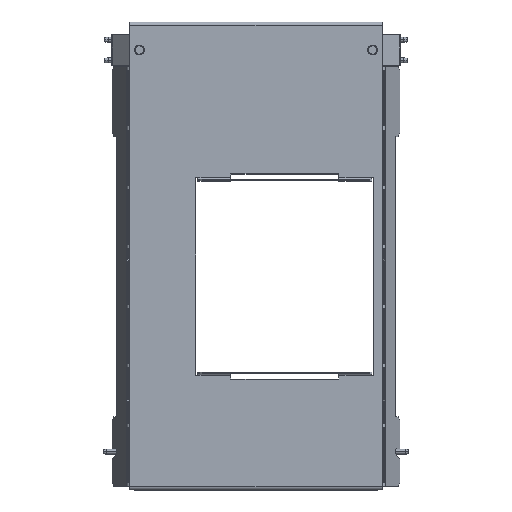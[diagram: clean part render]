
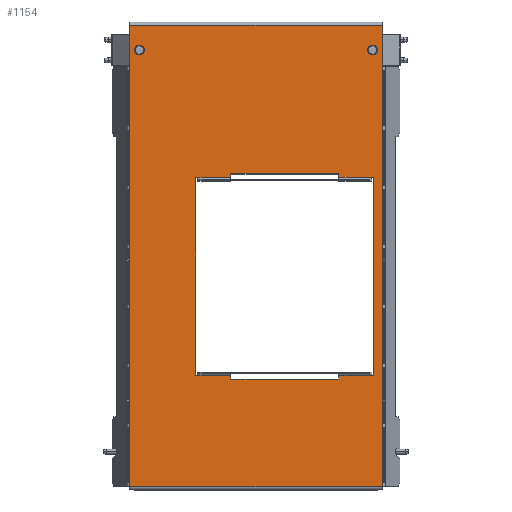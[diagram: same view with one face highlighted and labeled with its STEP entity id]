
A CAD part, top view. The second image highlights one B-rep face of the part: STEP entity #1154.
In plain terms, the highlighted planar face has unit normal (0, 0, 1).
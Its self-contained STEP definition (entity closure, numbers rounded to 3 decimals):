
#1154=ADVANCED_FACE('',(#2167,#2168,#2169,#2170),#2171,.T.);
#2167=FACE_BOUND('',#3166,.T.);
#2168=FACE_BOUND('',#3167,.T.);
#2169=FACE_OUTER_BOUND('',#3168,.T.);
#2170=FACE_BOUND('',#3169,.T.);
#2171=PLANE('',#3170);
#3166=EDGE_LOOP('',(#5647,#5648,#5649,#5650));
#3167=EDGE_LOOP('',(#5651,#5652,#5653,#5654));
#3168=EDGE_LOOP('',(#5655,#5656,#5657,#5658,#5659,#5660));
#3169=EDGE_LOOP('',(#5661,#5662,#5663,#5664,#5665,#5666,#5667,#5668,#5669,#5670,#5671,#5672,#5673,#5674,#5675,#5676));
#3170=AXIS2_PLACEMENT_3D('',#5677,#5678,#5679);
#5647=ORIENTED_EDGE('',*,*,#6687,.T.);
#5648=ORIENTED_EDGE('',*,*,#6683,.T.);
#5649=ORIENTED_EDGE('',*,*,#6679,.T.);
#5650=ORIENTED_EDGE('',*,*,#6691,.T.);
#5651=ORIENTED_EDGE('',*,*,#6703,.T.);
#5652=ORIENTED_EDGE('',*,*,#6699,.T.);
#5653=ORIENTED_EDGE('',*,*,#6695,.T.);
#5654=ORIENTED_EDGE('',*,*,#6707,.T.);
#5655=ORIENTED_EDGE('',*,*,#7119,.T.);
#5656=ORIENTED_EDGE('',*,*,#7120,.F.);
#5657=ORIENTED_EDGE('',*,*,#7121,.T.);
#5658=ORIENTED_EDGE('',*,*,#6674,.T.);
#5659=ORIENTED_EDGE('',*,*,#7122,.F.);
#5660=ORIENTED_EDGE('',*,*,#7123,.T.);
#5661=ORIENTED_EDGE('',*,*,#7085,.T.);
#5662=ORIENTED_EDGE('',*,*,#7061,.T.);
#5663=ORIENTED_EDGE('',*,*,#6574,.T.);
#5664=ORIENTED_EDGE('',*,*,#7089,.T.);
#5665=ORIENTED_EDGE('',*,*,#7124,.T.);
#5666=ORIENTED_EDGE('',*,*,#7125,.T.);
#5667=ORIENTED_EDGE('',*,*,#7126,.T.);
#5668=ORIENTED_EDGE('',*,*,#7116,.T.);
#5669=ORIENTED_EDGE('',*,*,#7075,.T.);
#5670=ORIENTED_EDGE('',*,*,#7080,.T.);
#5671=ORIENTED_EDGE('',*,*,#7067,.T.);
#5672=ORIENTED_EDGE('',*,*,#7127,.T.);
#5673=ORIENTED_EDGE('',*,*,#7128,.T.);
#5674=ORIENTED_EDGE('',*,*,#7129,.T.);
#5675=ORIENTED_EDGE('',*,*,#7130,.T.);
#5676=ORIENTED_EDGE('',*,*,#7131,.T.);
#5677=CARTESIAN_POINT('',(185.0,4.0,41.629));
#5678=DIRECTION('',(0.0,0.0,1.0));
#5679=DIRECTION('',(1.0,0.0,0.0));
#6574=EDGE_CURVE('',#7881,#7879,#7882,.T.);
#6674=EDGE_CURVE('',#8038,#8036,#8039,.T.);
#6679=EDGE_CURVE('',#8047,#8045,#8048,.T.);
#6683=EDGE_CURVE('',#8053,#8047,#8054,.T.);
#6687=EDGE_CURVE('',#8059,#8053,#8060,.T.);
#6691=EDGE_CURVE('',#8045,#8059,#8064,.T.);
#6695=EDGE_CURVE('',#8071,#8069,#8072,.T.);
#6699=EDGE_CURVE('',#8077,#8071,#8078,.T.);
#6703=EDGE_CURVE('',#8083,#8077,#8084,.T.);
#6707=EDGE_CURVE('',#8069,#8083,#8088,.T.);
#7061=EDGE_CURVE('',#8624,#7881,#8625,.T.);
#7067=EDGE_CURVE('',#8634,#8632,#8635,.T.);
#7075=EDGE_CURVE('',#8648,#8646,#8649,.T.);
#7080=EDGE_CURVE('',#8646,#8634,#8655,.T.);
#7085=EDGE_CURVE('',#8661,#8624,#8662,.T.);
#7089=EDGE_CURVE('',#7879,#8665,#8667,.T.);
#7116=EDGE_CURVE('',#8706,#8648,#8707,.T.);
#7119=EDGE_CURVE('',#8710,#8607,#8711,.T.);
#7120=EDGE_CURVE('',#8712,#8607,#8713,.T.);
#7121=EDGE_CURVE('',#8712,#8038,#8714,.T.);
#7122=EDGE_CURVE('',#8508,#8036,#8715,.T.);
#7123=EDGE_CURVE('',#8508,#8710,#8716,.T.);
#7124=EDGE_CURVE('',#8665,#8717,#8718,.T.);
#7125=EDGE_CURVE('',#8717,#8719,#8720,.T.);
#7126=EDGE_CURVE('',#8719,#8706,#8721,.T.);
#7127=EDGE_CURVE('',#8632,#8722,#8723,.T.);
#7128=EDGE_CURVE('',#8722,#8724,#8725,.T.);
#7129=EDGE_CURVE('',#8724,#8726,#8727,.T.);
#7130=EDGE_CURVE('',#8726,#8728,#8729,.T.);
#7131=EDGE_CURVE('',#8728,#8661,#8730,.T.);
#7879=VERTEX_POINT('',#9642);
#7881=VERTEX_POINT('',#9644);
#7882=LINE('',#9645,#9646);
#8036=VERTEX_POINT('',#9874);
#8038=VERTEX_POINT('',#9877);
#8039=LINE('',#9878,#9879);
#8045=VERTEX_POINT('',#9886);
#8047=VERTEX_POINT('',#9889);
#8048=LINE('',#9890,#9891);
#8053=VERTEX_POINT('',#9897);
#8054=CIRCLE('',#9898,3.3);
#8059=VERTEX_POINT('',#9905);
#8060=LINE('',#9906,#9907);
#8064=CIRCLE('',#9912,3.3);
#8069=VERTEX_POINT('',#9918);
#8071=VERTEX_POINT('',#9921);
#8072=LINE('',#9922,#9923);
#8077=VERTEX_POINT('',#9929);
#8078=CIRCLE('',#9930,3.3);
#8083=VERTEX_POINT('',#9937);
#8084=LINE('',#9938,#9939);
#8088=CIRCLE('',#9944,3.3);
#8508=VERTEX_POINT('',#10512);
#8607=VERTEX_POINT('',#10656);
#8624=VERTEX_POINT('',#10682);
#8625=LINE('',#10683,#10684);
#8632=VERTEX_POINT('',#10694);
#8634=VERTEX_POINT('',#10696);
#8635=LINE('',#10697,#10698);
#8646=VERTEX_POINT('',#10712);
#8648=VERTEX_POINT('',#10715);
#8649=LINE('',#10716,#10717);
#8655=LINE('',#10724,#10725);
#8661=VERTEX_POINT('',#10733);
#8662=LINE('',#10734,#10735);
#8665=VERTEX_POINT('',#10738);
#8667=LINE('',#10740,#10741);
#8706=VERTEX_POINT('',#10799);
#8707=LINE('',#10800,#10801);
#8710=VERTEX_POINT('',#10804);
#8711=LINE('',#10805,#10806);
#8712=VERTEX_POINT('',#10807);
#8713=LINE('',#10808,#10809);
#8714=LINE('',#10810,#10811);
#8715=LINE('',#10812,#10813);
#8716=LINE('',#10814,#10815);
#8717=VERTEX_POINT('',#10816);
#8718=LINE('',#10817,#10818);
#8719=VERTEX_POINT('',#10819);
#8720=LINE('',#10820,#10821);
#8721=LINE('',#10822,#10823);
#8722=VERTEX_POINT('',#10824);
#8723=LINE('',#10825,#10826);
#8724=VERTEX_POINT('',#10827);
#8725=LINE('',#10828,#10829);
#8726=VERTEX_POINT('',#10830);
#8727=LINE('',#10831,#10832);
#8728=VERTEX_POINT('',#10833);
#8729=LINE('',#10834,#10835);
#8730=LINE('',#10836,#10837);
#9642=CARTESIAN_POINT('',(285.5,379.0,41.629));
#9644=CARTESIAN_POINT('',(285.5,383.51,41.629));
#9645=CARTESIAN_POINT('',(285.5,131.5,41.629));
#9646=VECTOR('',#11568,1.0);
#9874=CARTESIAN_POINT('',(32.0,514.0,41.629));
#9877=CARTESIAN_POINT('',(32.0,564.,41.629));
#9878=CARTESIAN_POINT('',(32.0,564.0,41.629));
#9879=VECTOR('',#11650,1.0);
#9886=CARTESIAN_POINT('',(328.5,537.3,41.629));
#9889=CARTESIAN_POINT('',(325.5,537.3,41.629));
#9890=CARTESIAN_POINT('',(256.0,537.3,41.629));
#9891=VECTOR('',#11656,1.0);
#9897=CARTESIAN_POINT('',(325.5,530.7,41.629));
#9898=AXIS2_PLACEMENT_3D('',#11661,#11662,#11663);
#9905=CARTESIAN_POINT('',(328.5,530.7,41.629));
#9906=CARTESIAN_POINT('',(256.0,530.7,41.629));
#9907=VECTOR('',#11666,1.0);
#9912=AXIS2_PLACEMENT_3D('',#11671,#11672,#11673);
#9918=CARTESIAN_POINT('',(44.5,537.3,41.629));
#9921=CARTESIAN_POINT('',(41.5,537.3,41.629));
#9922=CARTESIAN_POINT('',(114.0,537.3,41.629));
#9923=VECTOR('',#11676,1.0);
#9929=CARTESIAN_POINT('',(41.5,530.7,41.629));
#9930=AXIS2_PLACEMENT_3D('',#11681,#11682,#11683);
#9937=CARTESIAN_POINT('',(44.5,530.7,41.629));
#9938=CARTESIAN_POINT('',(114.0,530.7,41.629));
#9939=VECTOR('',#11686,1.0);
#9944=AXIS2_PLACEMENT_3D('',#11691,#11692,#11693);
#10512=CARTESIAN_POINT('',(32.0,4.0,41.629));
#10656=CARTESIAN_POINT('',(338.0,514.0,41.629));
#10682=CARTESIAN_POINT('',(154.5,383.51,41.629));
#10683=CARTESIAN_POINT('',(202.5,383.51,41.629));
#10684=VECTOR('',#12088,1.0);
#10694=CARTESIAN_POINT('',(154.5,139.0,41.629));
#10696=CARTESIAN_POINT('',(154.5,134.49,41.629));
#10697=CARTESIAN_POINT('',(154.5,131.5,41.629));
#10698=VECTOR('',#12095,1.0);
#10712=CARTESIAN_POINT('',(285.5,134.49,41.629));
#10715=CARTESIAN_POINT('',(285.5,139.0,41.629));
#10716=CARTESIAN_POINT('',(285.5,131.5,41.629));
#10717=VECTOR('',#12106,1.0);
#10724=CARTESIAN_POINT('',(202.5,134.49,41.629));
#10725=VECTOR('',#12111,1.0);
#10733=CARTESIAN_POINT('',(154.5,379.0,41.629));
#10734=CARTESIAN_POINT('',(154.5,131.5,41.629));
#10735=VECTOR('',#12117,1.0);
#10738=CARTESIAN_POINT('',(325.5,379.0,41.629));
#10740=CARTESIAN_POINT('',(202.5,379.0,41.629));
#10741=VECTOR('',#12124,1.0);
#10799=CARTESIAN_POINT('',(325.5,139.0,41.629));
#10800=CARTESIAN_POINT('',(202.5,139.0,41.629));
#10801=VECTOR('',#12150,1.0);
#10804=CARTESIAN_POINT('',(338.0,4.0,41.629));
#10805=CARTESIAN_POINT('',(338.0,4.0,41.629));
#10806=VECTOR('',#12154,1.0);
#10807=CARTESIAN_POINT('',(338.0,564.,41.629));
#10808=CARTESIAN_POINT('',(338.0,284.0,41.629));
#10809=VECTOR('',#12155,1.0);
#10810=CARTESIAN_POINT('',(338.0,564.,41.629));
#10811=VECTOR('',#12156,1.0);
#10812=CARTESIAN_POINT('',(32.0,4.0,41.629));
#10813=VECTOR('',#12157,1.0);
#10814=CARTESIAN_POINT('',(32.0,4.0,41.629));
#10815=VECTOR('',#12158,1.0);
#10816=CARTESIAN_POINT('',(328.0,379.0,41.629));
#10817=CARTESIAN_POINT('',(202.5,379.0,41.629));
#10818=VECTOR('',#12159,1.0);
#10819=CARTESIAN_POINT('',(328.0,139.0,41.629));
#10820=CARTESIAN_POINT('',(328.0,131.5,41.629));
#10821=VECTOR('',#12160,1.0);
#10822=CARTESIAN_POINT('',(202.5,139.0,41.629));
#10823=VECTOR('',#12161,1.0);
#10824=CARTESIAN_POINT('',(114.5,139.0,41.629));
#10825=CARTESIAN_POINT('',(202.5,139.0,41.629));
#10826=VECTOR('',#12162,1.0);
#10827=CARTESIAN_POINT('',(112.0,139.0,41.629));
#10828=CARTESIAN_POINT('',(202.5,139.0,41.629));
#10829=VECTOR('',#12163,1.0);
#10830=CARTESIAN_POINT('',(112.0,379.0,41.629));
#10831=CARTESIAN_POINT('',(112.0,131.5,41.629));
#10832=VECTOR('',#12164,1.0);
#10833=CARTESIAN_POINT('',(114.5,379.0,41.629));
#10834=CARTESIAN_POINT('',(202.5,379.0,41.629));
#10835=VECTOR('',#12165,1.0);
#10836=CARTESIAN_POINT('',(202.5,379.0,41.629));
#10837=VECTOR('',#12166,1.0);
#11568=DIRECTION('',(0.0,-1.0,0.0));
#11650=DIRECTION('',(0.0,-1.0,0.0));
#11656=DIRECTION('',(1.0,0.0,0.0));
#11661=CARTESIAN_POINT('',(325.5,534.0,41.629));
#11662=DIRECTION('',(0.0,0.0,-1.0));
#11663=DIRECTION('',(0.,1.0,0.0));
#11666=DIRECTION('',(-1.0,-0.0,0.0));
#11671=CARTESIAN_POINT('',(328.5,534.0,41.629));
#11672=DIRECTION('',(-0.0,0.0,-1.0));
#11673=DIRECTION('',(0.,-1.0,0.0));
#11676=DIRECTION('',(1.0,0.0,0.0));
#11681=CARTESIAN_POINT('',(41.5,534.0,41.629));
#11682=DIRECTION('',(0.0,0.0,-1.0));
#11683=DIRECTION('',(0.,1.0,0.0));
#11686=DIRECTION('',(-1.0,-0.0,0.0));
#11691=CARTESIAN_POINT('',(44.5,534.0,41.629));
#11692=DIRECTION('',(-0.0,0.0,-1.0));
#11693=DIRECTION('',(0.,-1.0,0.0));
#12088=DIRECTION('',(1.0,0.0,-0.0));
#12095=DIRECTION('',(0.0,1.0,0.0));
#12106=DIRECTION('',(0.0,-1.0,0.0));
#12111=DIRECTION('',(-1.0,0.0,0.0));
#12117=DIRECTION('',(0.0,1.0,0.0));
#12124=DIRECTION('',(1.0,0.0,-0.0));
#12150=DIRECTION('',(-1.0,0.0,0.0));
#12154=DIRECTION('',(0.0,1.0,0.0));
#12155=DIRECTION('',(0.0,-1.0,0.0));
#12156=DIRECTION('',(-1.0,0.0,0.0));
#12157=DIRECTION('',(0.0,1.0,0.0));
#12158=DIRECTION('',(1.0,0.0,0.0));
#12159=DIRECTION('',(1.0,0.0,-0.0));
#12160=DIRECTION('',(0.0,-1.0,0.0));
#12161=DIRECTION('',(-1.0,0.0,0.0));
#12162=DIRECTION('',(-1.0,0.0,0.0));
#12163=DIRECTION('',(-1.0,0.0,0.0));
#12164=DIRECTION('',(0.0,1.0,0.0));
#12165=DIRECTION('',(1.0,0.0,-0.0));
#12166=DIRECTION('',(1.0,0.0,-0.0));
